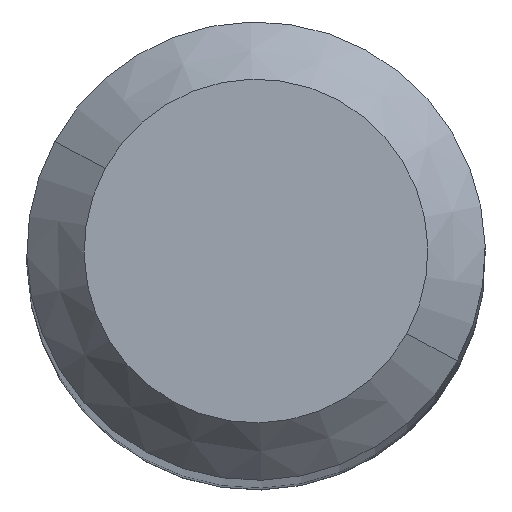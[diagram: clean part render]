
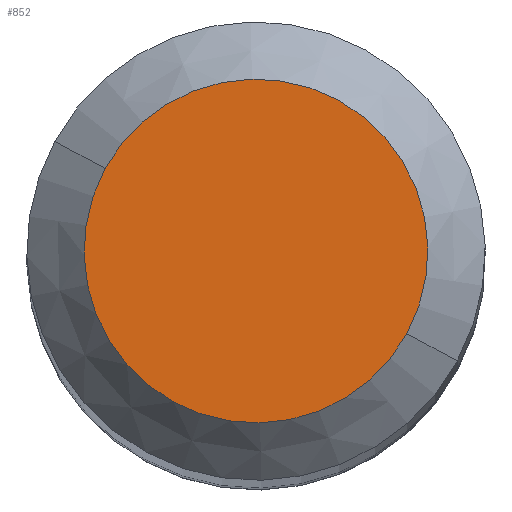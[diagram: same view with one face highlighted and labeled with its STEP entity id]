
A CAD part, top view. The second image highlights one B-rep face of the part: STEP entity #852.
In plain terms, the highlighted planar face has unit normal (0, 0, 1).
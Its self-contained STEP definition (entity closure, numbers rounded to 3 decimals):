
#60=CARTESIAN_POINT('Vertex',(-2.633,1.438,100.)) ;
#76=CARTESIAN_POINT('Vertex',(2.633,-1.438,100.)) ;
#79=CARTESIAN_POINT('Axis2P3D Location',(0.,0.,100.)) ;
#96=CARTESIAN_POINT('Axis2P3D Location',(0.,0.,100.)) ;
#843=CARTESIAN_POINT('Axis2P3D Location',(3.,0.,100.)) ;
#80=DIRECTION('Axis2P3D Direction',(0.,0.,-1.)) ;
#97=DIRECTION('Axis2P3D Direction',(0.,0.,-1.)) ;
#844=DIRECTION('Axis2P3D Direction',(0.,0.,-1.)) ;
#845=DIRECTION('Axis2P3D XDirection',(1.,0.,0.)) ;
#81=AXIS2_PLACEMENT_3D('Circle Axis2P3D',#79,#80,$) ;
#98=AXIS2_PLACEMENT_3D('Circle Axis2P3D',#96,#97,$) ;
#846=AXIS2_PLACEMENT_3D('Plane Axis2P3D',#843,#844,#845) ;
#849=ORIENTED_EDGE('',*,*,#100,.F.) ;
#850=ORIENTED_EDGE('',*,*,#83,.F.) ;
#852=ADVANCED_FACE('Hauptk\X2\00F6\X0\rper',(#851),#847,.F.) ;
#82=CIRCLE('generated circle',#81,3.) ;
#99=CIRCLE('generated circle',#98,3.) ;
#83=EDGE_CURVE('',#77,#61,#82,.T.) ;
#100=EDGE_CURVE('',#61,#77,#99,.T.) ;
#848=EDGE_LOOP('',(#849,#850)) ;
#851=FACE_OUTER_BOUND('',#848,.T.) ;
#847=PLANE('',#846) ;
#61=VERTEX_POINT('',#60) ;
#77=VERTEX_POINT('',#76) ;
